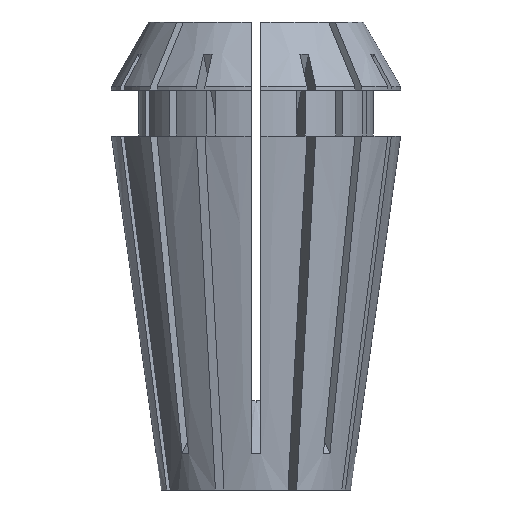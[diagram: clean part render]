
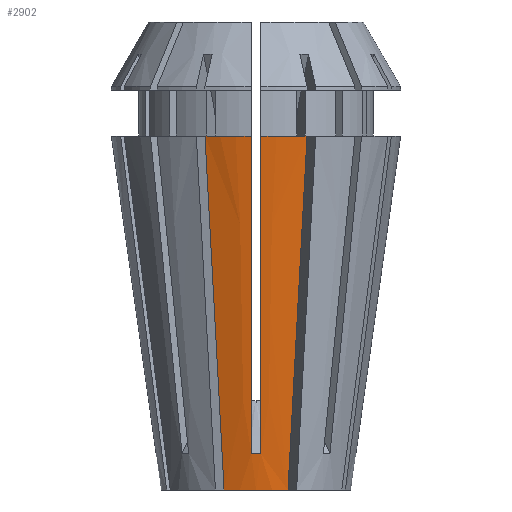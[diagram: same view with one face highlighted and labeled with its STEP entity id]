
A CAD part, left-side view. The second image highlights one B-rep face of the part: STEP entity #2902.
In plain terms, the highlighted conical face has half-angle 8 degrees and reference radius 5.577 mm.
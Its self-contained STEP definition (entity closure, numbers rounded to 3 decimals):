
#1 = CARTESIAN_POINT ( 'NONE',  ( -7.314, 2.732, 15.874 ) ) ;
#17 = CARTESIAN_POINT ( 'NONE',  ( -6.034, 2.202, 6.022 ) ) ;
#31 = CARTESIAN_POINT ( 'NONE',  ( -7.954, -2.997, 20.8 ) ) ;
#180 = CARTESIAN_POINT ( 'NONE',  ( -7.954, 2.997, 20.8 ) ) ;
#325 = EDGE_CURVE ( 'NONE', #511, #328, #704, .T. ) ;
#328 = VERTEX_POINT ( 'NONE', #1633 ) ;
#335 = CARTESIAN_POINT ( 'NONE',  ( -6.31, 0.275, 5.256 ) ) ;
#352 = CARTESIAN_POINT ( 'NONE',  ( -6.747, -0.275, 8.366 ) ) ;
#356 = CARTESIAN_POINT ( 'NONE',  ( -5.872, 0.275, 2.146 ) ) ;
#369 = EDGE_LOOP ( 'NONE', ( #1984, #2852, #1469, #882, #5184, #3866, #3869, #1623 ) ) ;
#416 = CARTESIAN_POINT ( 'NONE',  ( -8.496, 0.275, 20.8 ) ) ;
#454 = CARTESIAN_POINT ( 'NONE',  ( -7.314, -2.732, 15.874 ) ) ;
#511 = VERTEX_POINT ( 'NONE', #4517 ) ;
#704 = B_SPLINE_CURVE_WITH_KNOTS ( 'NONE', 3,
 ( #4121, #1668, #4543, #2075 ),
 .UNSPECIFIED., .F., .F.,
 ( 4, 4 ),
 ( 0., 0.001 ),
 .UNSPECIFIED. ) ;
#769 = CARTESIAN_POINT ( 'NONE',  ( -8.496, 0.275, 20.8 ) ) ;
#782 = CARTESIAN_POINT ( 'NONE',  ( -5.252, -1.878, 0. ) ) ;
#793 = CARTESIAN_POINT ( 'NONE',  ( 0., 0., 0. ) ) ;
#850 = CIRCLE ( 'NONE', #2992, 5.577 ) ;
#871 = CARTESIAN_POINT ( 'NONE',  ( -6.674, -2.467, 10.948 ) ) ;
#882 = ORIENTED_EDGE ( 'NONE', *, *, #4870, .F. ) ;
#900 = EDGE_CURVE ( 'NONE', #4564, #3478, #4414, .T. ) ;
#1009 = AXIS2_PLACEMENT_3D ( 'NONE', #3027, #4632, #2577 ) ;
#1051 = B_SPLINE_CURVE_WITH_KNOTS ( 'NONE', 3,
 ( #31, #454, #871, #4968, #3735, #3261, #2838 ),
 .UNSPECIFIED., .F., .F.,
 ( 4, 3, 4 ),
 ( 0., 0.015, 0.021 ),
 .UNSPECIFIED. ) ;
#1170 = B_SPLINE_CURVE_WITH_KNOTS ( 'NONE', 3,
 ( #3999, #1561, #5260, #2808, #352, #2002, #2413 ),
 .UNSPECIFIED., .F., .F.,
 ( 4, 3, 4 ),
 ( 0.034, 0.043, 0.053 ),
 .UNSPECIFIED. ) ;
#1255 = VERTEX_POINT ( 'NONE', #1262 ) ;
#1262 = CARTESIAN_POINT ( 'NONE',  ( -7.954, -2.997, 20.8 ) ) ;
#1302 = DIRECTION ( 'NONE',  ( -1., 0., 0. ) ) ;
#1324 = CIRCLE ( 'NONE', #1009, 8.5 ) ;
#1365 = DIRECTION ( 'NONE',  ( 0., 0., 1. ) ) ;
#1403 = DIRECTION ( 'NONE',  ( 1., 0., 0. ) ) ;
#1469 = ORIENTED_EDGE ( 'NONE', *, *, #3654, .F. ) ;
#1561 = CARTESIAN_POINT ( 'NONE',  ( -8.059, -0.275, 17.692 ) ) ;
#1623 = ORIENTED_EDGE ( 'NONE', *, *, #1659, .F. ) ;
#1633 = CARTESIAN_POINT ( 'NONE',  ( -5.872, -0.275, 2.146 ) ) ;
#1645 = EDGE_CURVE ( 'NONE', #3042, #4564, #5224, .T. ) ;
#1659 = EDGE_CURVE ( 'NONE', #3042, #511, #3627, .T. ) ;
#1668 = CARTESIAN_POINT ( 'NONE',  ( -5.879, 0.092, 2.135 ) ) ;
#1706 = AXIS2_PLACEMENT_3D ( 'NONE', #2624, #1365, #1403 ) ;
#1730 = EDGE_CURVE ( 'NONE', #1255, #1943, #1324, .T. ) ;
#1943 = VERTEX_POINT ( 'NONE', #3530 ) ;
#1971 = CARTESIAN_POINT ( 'NONE',  ( -8.059, 0.275, 17.692 ) ) ;
#1984 = ORIENTED_EDGE ( 'NONE', *, *, #1645, .T. ) ;
#2002 = CARTESIAN_POINT ( 'NONE',  ( -6.31, -0.275, 5.256 ) ) ;
#2065 = CARTESIAN_POINT ( 'NONE',  ( -6.674, 2.467, 10.948 ) ) ;
#2075 = CARTESIAN_POINT ( 'NONE',  ( -5.872, -0.275, 2.146 ) ) ;
#2372 = CARTESIAN_POINT ( 'NONE',  ( -6.747, 0.275, 8.366 ) ) ;
#2393 = CARTESIAN_POINT ( 'NONE',  ( -5.252, 1.878, 0. ) ) ;
#2413 = CARTESIAN_POINT ( 'NONE',  ( -5.872, -0.275, 2.146 ) ) ;
#2577 = DIRECTION ( 'NONE',  ( -1., 0., 0. ) ) ;
#2624 = CARTESIAN_POINT ( 'NONE',  ( 0., 0., 0. ) ) ;
#2808 = CARTESIAN_POINT ( 'NONE',  ( -7.185, -0.275, 11.476 ) ) ;
#2838 = CARTESIAN_POINT ( 'NONE',  ( -5.252, -1.878, 0. ) ) ;
#2852 = ORIENTED_EDGE ( 'NONE', *, *, #900, .T. ) ;
#2883 = CARTESIAN_POINT ( 'NONE',  ( -5.252, 1.878, 0. ) ) ;
#2902 = ADVANCED_FACE ( 'NONE', ( #4256 ), #4815, .T. ) ;
#2992 = AXIS2_PLACEMENT_3D ( 'NONE', #793, #4490, #1302 ) ;
#3027 = CARTESIAN_POINT ( 'NONE',  ( 0., 0., 20.8 ) ) ;
#3042 = VERTEX_POINT ( 'NONE', #769 ) ;
#3261 = CARTESIAN_POINT ( 'NONE',  ( -5.512, -1.986, 2.007 ) ) ;
#3275 = CARTESIAN_POINT ( 'NONE',  ( -7.622, 0.275, 14.584 ) ) ;
#3333 = AXIS2_PLACEMENT_3D ( 'NONE', #4844, #4489, #4879 ) ;
#3478 = VERTEX_POINT ( 'NONE', #2393 ) ;
#3530 = CARTESIAN_POINT ( 'NONE',  ( -8.496, -0.275, 20.8 ) ) ;
#3627 = B_SPLINE_CURVE_WITH_KNOTS ( 'NONE', 3,
 ( #416, #1971, #3275, #4817, #2372, #335, #356 ),
 .UNSPECIFIED., .F., .F.,
 ( 4, 3, 4 ),
 ( 0.034, 0.043, 0.053 ),
 .UNSPECIFIED. ) ;
#3654 = EDGE_CURVE ( 'NONE', #5017, #3478, #850, .T. ) ;
#3708 = CARTESIAN_POINT ( 'NONE',  ( -5.773, 2.094, 4.015 ) ) ;
#3735 = CARTESIAN_POINT ( 'NONE',  ( -5.773, -2.094, 4.015 ) ) ;
#3866 = ORIENTED_EDGE ( 'NONE', *, *, #4835, .T. ) ;
#3869 = ORIENTED_EDGE ( 'NONE', *, *, #325, .F. ) ;
#3999 = CARTESIAN_POINT ( 'NONE',  ( -8.496, -0.275, 20.8 ) ) ;
#4121 = CARTESIAN_POINT ( 'NONE',  ( -5.872, 0.275, 2.146 ) ) ;
#4126 = CARTESIAN_POINT ( 'NONE',  ( -5.512, 1.986, 2.007 ) ) ;
#4140 = CARTESIAN_POINT ( 'NONE',  ( -7.954, 2.997, 20.8 ) ) ;
#4256 = FACE_OUTER_BOUND ( 'NONE', #369, .T. ) ;
#4414 = B_SPLINE_CURVE_WITH_KNOTS ( 'NONE', 3,
 ( #4140, #1, #2065, #17, #3708, #4126, #2883 ),
 .UNSPECIFIED., .F., .F.,
 ( 4, 3, 4 ),
 ( 0., 0.015, 0.021 ),
 .UNSPECIFIED. ) ;
#4489 = DIRECTION ( 'NONE',  ( 0., 0., -1. ) ) ;
#4490 = DIRECTION ( 'NONE',  ( 0., 0., -1. ) ) ;
#4517 = CARTESIAN_POINT ( 'NONE',  ( -5.872, 0.275, 2.146 ) ) ;
#4543 = CARTESIAN_POINT ( 'NONE',  ( -5.879, -0.092, 2.135 ) ) ;
#4564 = VERTEX_POINT ( 'NONE', #180 ) ;
#4632 = DIRECTION ( 'NONE',  ( 0., 0., -1. ) ) ;
#4815 = CONICAL_SURFACE ( 'NONE', #1706, 5.577, 0.14 ) ;
#4817 = CARTESIAN_POINT ( 'NONE',  ( -7.185, 0.275, 11.476 ) ) ;
#4835 = EDGE_CURVE ( 'NONE', #1943, #328, #1170, .T. ) ;
#4844 = CARTESIAN_POINT ( 'NONE',  ( 0., 0., 20.8 ) ) ;
#4870 = EDGE_CURVE ( 'NONE', #1255, #5017, #1051, .T. ) ;
#4879 = DIRECTION ( 'NONE',  ( -1., 0., 0. ) ) ;
#4968 = CARTESIAN_POINT ( 'NONE',  ( -6.034, -2.202, 6.022 ) ) ;
#5017 = VERTEX_POINT ( 'NONE', #782 ) ;
#5184 = ORIENTED_EDGE ( 'NONE', *, *, #1730, .T. ) ;
#5224 = CIRCLE ( 'NONE', #3333, 8.5 ) ;
#5260 = CARTESIAN_POINT ( 'NONE',  ( -7.622, -0.275, 14.584 ) ) ;
